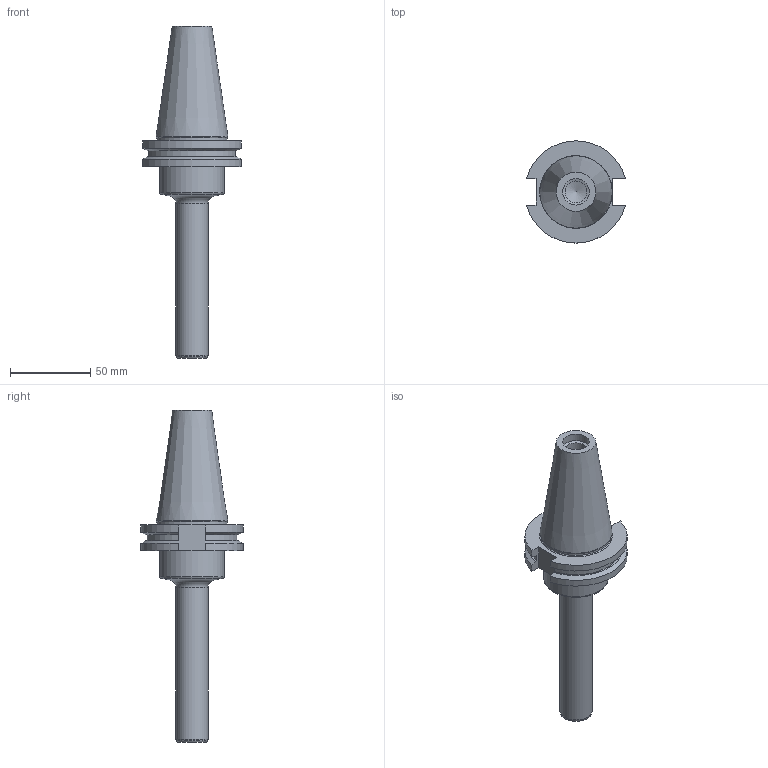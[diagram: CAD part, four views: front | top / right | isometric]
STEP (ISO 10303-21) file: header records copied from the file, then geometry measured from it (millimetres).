
FILE_DESCRIPTION(/* description */ (''),/* implementation_level */ '2;1');
FILE_NAME(/* name */ '8489_1_3d.stp',/* time_stamp */ '2020-01-07T16:39:24+01:00',/* author */ (''),/* organization */ ('SMS'),/* preprocessor_version */ 'ST-DEVELOPER v16.7',/* originating_system */ 'SIEMENS PLM Software NX 12.0',/* authorisation */ '');
FILE_SCHEMA (('AUTOMOTIVE_DESIGN { 1 0 10303 214 3 1 1 1 }'));
Length unit declared in the file: millimetre
Products named in the file (1): 8489_1_3D
Bounding box: 61.4 x 63.5 x 206.25 mm (x, y, z)
Volume: 162044.3 mm3; surface area: 26919.9 mm2
Topology: 1 solids, 1 shells, 39 faces, 100 edges, 64 vertices
Faces by surface type: plane 14, cylinder 11, cone 10, torus 4
Full cylindrical faces by diameter (mm): 13.5 x1, 16.475 x1, 20 x1, 40 x1, 44 x1
Entity records: 1132 total; most frequent: CARTESIAN_POINT 222, DIRECTION 189, ORIENTED_EDGE 158, EDGE_CURVE 79, AXIS2_PLACEMENT_3D 76, VERTEX_POINT 59, EDGE_LOOP 55, ADVANCED_FACE 39
